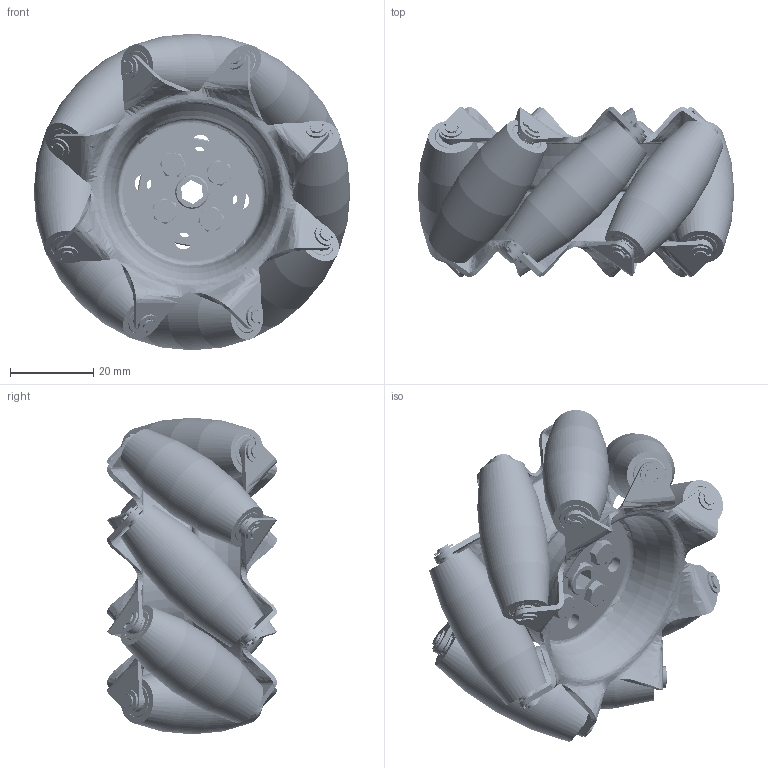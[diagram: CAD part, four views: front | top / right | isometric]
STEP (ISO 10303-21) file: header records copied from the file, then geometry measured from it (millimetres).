
FILE_DESCRIPTION (( 'STEP AP214' ), '1' );
FILE_NAME ('REV-41-1657.STEP', '2019-09-10T20:53:48', ( '' ), ( '' ), 'SwSTEP 2.0', 'SolidWorks 2018', '' );
FILE_SCHEMA (( 'AUTOMOTIVE_DESIGN' ));
Length unit declared in the file: millimetre
Products named in the file (13): REV-41-1655-2; REV-41-1655-4; REV-41-1655-5; REV-41-1655-3; 693-2Z_7804K126; 3mm x 5.25mm External Retaining Ring; REV-41-1359 Simple; REV-41-1216; REV-41-1655-1; REV-41-1657; REV-41-1655-4 Assembly; REV-41-1657-1; REV-41-1657-2
Assembly tree (32 placements, depth 3):
  REV-41-1657
    REV-41-1657-1
    REV-41-1657-2
    REV-41-1655-3  x8
      REV-41-1655-1
      REV-41-1655-2
      693-2Z_7804K126
      REV-41-1655-5
    REV-41-1655-4 Assembly  x8
      REV-41-1655-4
      3mm x 5.25mm External Retaining Ring
    REV-41-1216
    REV-41-1359 Simple  x4
Bounding box: 76.19 x 40.85 x 76.19 mm (x, y, z)
Volume: 52101.6 mm3; surface area: 72267.5 mm2
Topology: 319 solids, 319 shells, 2516 faces, 6259 edges, 4035 vertices
Faces by surface type: cylinder 834, sphere 512, plane 450, bspline 420, cone 172, torus 128
Entity records: 149688 total; most frequent: CARTESIAN_POINT 136397, ORIENTED_EDGE 3126, EDGE_CURVE 1563, DIRECTION 1533, B_SPLINE_CURVE_WITH_KNOTS 1041, VERTEX_POINT 952, EDGE_LOOP 791, ADVANCED_FACE 676
